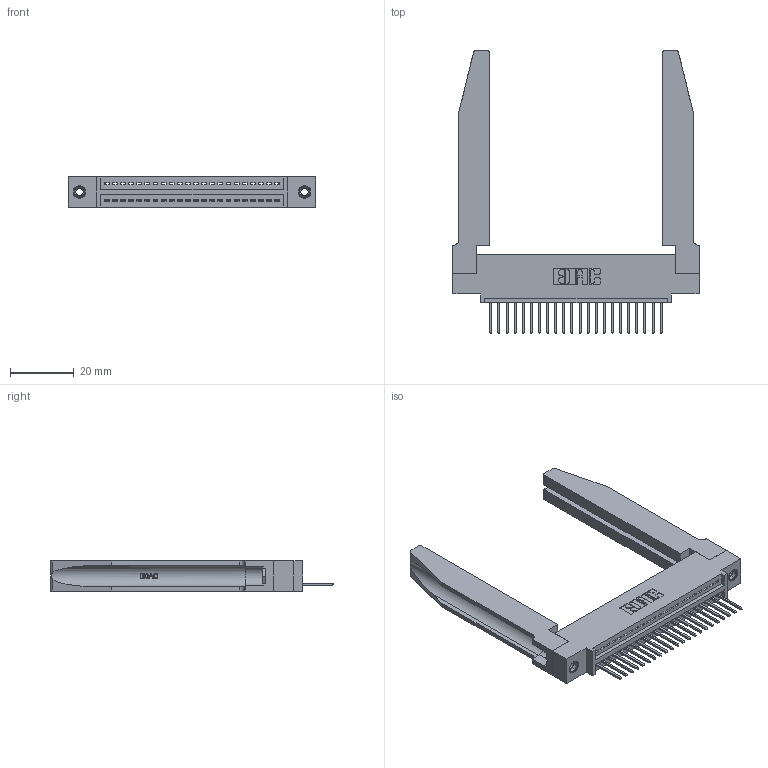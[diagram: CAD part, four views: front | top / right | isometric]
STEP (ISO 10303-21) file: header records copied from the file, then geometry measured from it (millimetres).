
FILE_DESCRIPTION (( 'STEP AP203' ), '1' );
FILE_NAME ('395-022-523-478.STEP', '2019-10-18T02:59:07', ( '' ), ( '' ), 'SwSTEP 2.0', 'SolidWorks 2016', '' );
FILE_SCHEMA (( 'CONFIG_CONTROL_DESIGN' ));
Length unit declared in the file: inch
Products named in the file (5): 345-292-001_345-293-123; 345-220-078_345-220-078; 345-250-001_345-250-001-102; 395-022-523-478; 345 Part_0.110 Offset - 0.156 Dia-TH
Assembly tree (27 placements, depth 2):
  395-022-523-478
    345 Part_0.110 Offset - 0.156 Dia-TH
    345-292-001_345-293-123  x22
    345-250-001_345-250-001-102  x2
    345-220-078_345-220-078  x2
Bounding box: 77.11 x 88.57 x 9.4 mm (x, y, z)
Volume: 14849.2 mm3; surface area: 16086.6 mm2
Topology: 27 solids, 27 shells, 1640 faces, 4833 edges, 3182 vertices
Faces by surface type: plane 1106, cylinder 482, bspline 36, cone 12, torus 4
Entity records: 24140 total; most frequent: CARTESIAN_POINT 5081, ORIENTED_EDGE 3934, DIRECTION 3473, EDGE_CURVE 1967, VECTOR 1653, LINE 1653, VERTEX_POINT 1304, AXIS2_PLACEMENT_3D 910
